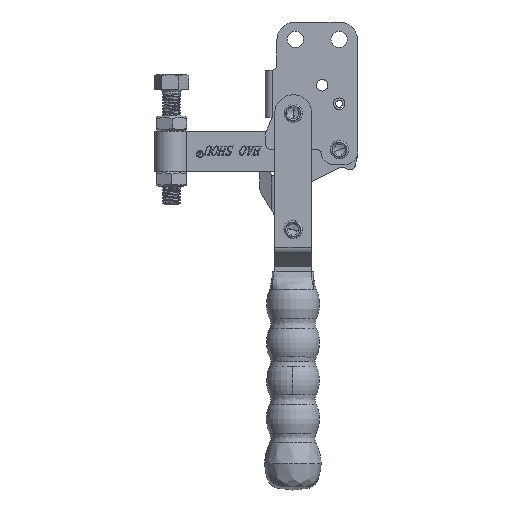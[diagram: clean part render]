
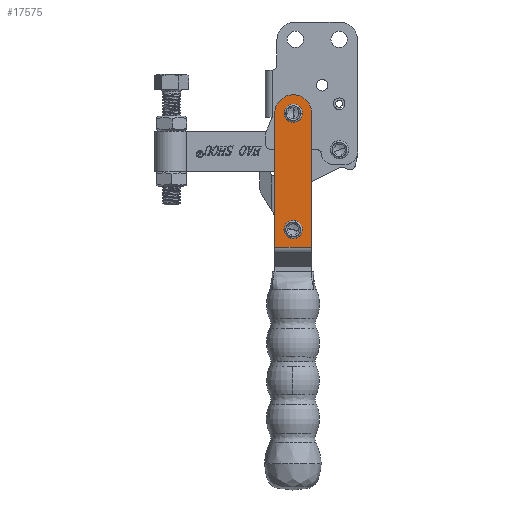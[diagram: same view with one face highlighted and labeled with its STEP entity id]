
A CAD part, front view. The second image highlights one B-rep face of the part: STEP entity #17575.
In plain terms, the highlighted planar face has unit normal (0, -1, 0).
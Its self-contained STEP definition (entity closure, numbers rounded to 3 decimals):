
#8967 = CIRCLE ( 'NONE', #34340, 8. ) ;
#9006 = CIRCLE ( 'NONE', #34345, 3.2 ) ;
#10393 = CARTESIAN_POINT ( 'NONE',  ( 8., -20., 8. ) ) ;
#10394 = DIRECTION ( 'NONE',  ( 0., 1., 0. ) ) ;
#10395 = DIRECTION ( 'NONE',  ( 0., 0., -1. ) ) ;
#10429 = CARTESIAN_POINT ( 'NONE',  ( 8., -20., 8. ) ) ;
#10430 = DIRECTION ( 'NONE',  ( 0., -1., 0. ) ) ;
#10431 = DIRECTION ( 'NONE',  ( 0., 0., -1. ) ) ;
#11491 = ORIENTED_EDGE ( 'NONE', *, *, #37234, .F. ) ;
#11493 = ORIENTED_EDGE ( 'NONE', *, *, #37237, .T. ) ;
#11494 = ORIENTED_EDGE ( 'NONE', *, *, #39825, .F. ) ;
#11497 = ORIENTED_EDGE ( 'NONE', *, *, #37239, .F. ) ;
#11505 = ORIENTED_EDGE ( 'NONE', *, *, #37286, .F. ) ;
#11514 = ORIENTED_EDGE ( 'NONE', *, *, #37279, .F. ) ;
#11523 = ORIENTED_EDGE ( 'NONE', *, *, #37295, .F. ) ;
#11526 = ORIENTED_EDGE ( 'NONE', *, *, #39843, .F. ) ;
#17575 = ADVANCED_FACE ( 'NONE', ( #32446, #32451, #32445 ), #31840, .F. ) ;
#20731 = VERTEX_POINT ( 'NONE', #44294 ) ;
#20732 = VERTEX_POINT ( 'NONE', #44295 ) ;
#20735 = VERTEX_POINT ( 'NONE', #44298 ) ;
#20736 = VERTEX_POINT ( 'NONE', #44299 ) ;
#20744 = VERTEX_POINT ( 'NONE', #44307 ) ;
#20745 = VERTEX_POINT ( 'NONE', #44308 ) ;
#20747 = VERTEX_POINT ( 'NONE', #44310 ) ;
#20748 = VERTEX_POINT ( 'NONE', #44311 ) ;
#27636 = EDGE_LOOP ( 'NONE', ( #11526, #11523 ) ) ;
#28056 = EDGE_LOOP ( 'NONE', ( #11497, #11494, #11493, #11491 ) ) ;
#28157 = EDGE_LOOP ( 'NONE', ( #11514, #11505 ) ) ;
#31832 = DIRECTION ( 'NONE',  ( 0., 1., 0. ) ) ;
#31838 = CARTESIAN_POINT ( 'NONE',  ( 0., -20., 16. ) ) ;
#31840 = PLANE ( 'NONE',  #33375 ) ;
#31842 = DIRECTION ( 'NONE',  ( 0., 0., 1. ) ) ;
#32445 = FACE_OUTER_BOUND ( 'NONE', #28056, .T. ) ;
#32446 = FACE_BOUND ( 'NONE', #27636, .T. ) ;
#32451 = FACE_BOUND ( 'NONE', #28157, .T. ) ;
#33375 = AXIS2_PLACEMENT_3D ( 'NONE', #31838, #31832, #31842 ) ;
#33868 = AXIS2_PLACEMENT_3D ( 'NONE', #50599, #50600, #50601 ) ;
#33870 = AXIS2_PLACEMENT_3D ( 'NONE', #50609, #50610, #50611 ) ;
#33872 = AXIS2_PLACEMENT_3D ( 'NONE', #50617, #50618, #50619 ) ;
#34340 = AXIS2_PLACEMENT_3D ( 'NONE', #10393, #10394, #10395 ) ;
#34345 = AXIS2_PLACEMENT_3D ( 'NONE', #10429, #10430, #10431 ) ;
#37234 = EDGE_CURVE ( 'NONE', #20747, #20744, #46617, .T. ) ;
#37237 = EDGE_CURVE ( 'NONE', #20745, #20744, #46618, .T. ) ;
#37239 = EDGE_CURVE ( 'NONE', #20748, #20747, #46615, .T. ) ;
#37279 = EDGE_CURVE ( 'NONE', #20736, #20735, #46646, .T. ) ;
#37286 = EDGE_CURVE ( 'NONE', #20735, #20736, #46652, .T. ) ;
#37295 = EDGE_CURVE ( 'NONE', #20731, #20732, #46654, .T. ) ;
#39825 = EDGE_CURVE ( 'NONE', #20745, #20748, #8967, .T. ) ;
#39843 = EDGE_CURVE ( 'NONE', #20732, #20731, #9006, .T. ) ;
#44294 = CARTESIAN_POINT ( 'NONE',  ( 8., -20., 11.2 ) ) ;
#44295 = CARTESIAN_POINT ( 'NONE',  ( 8., -20., 4.8 ) ) ;
#44298 = CARTESIAN_POINT ( 'NONE',  ( 58.4, -20., 11.2 ) ) ;
#44299 = CARTESIAN_POINT ( 'NONE',  ( 58.4, -20., 4.8 ) ) ;
#44307 = CARTESIAN_POINT ( 'NONE',  ( 66.1, -20., 0. ) ) ;
#44308 = CARTESIAN_POINT ( 'NONE',  ( 8., -20., 0. ) ) ;
#44310 = CARTESIAN_POINT ( 'NONE',  ( 66.1, -20., 16. ) ) ;
#44311 = CARTESIAN_POINT ( 'NONE',  ( 8., -20., 16. ) ) ;
#46615 = LINE ( 'NONE', #50534, #46623 ) ;
#46617 = LINE ( 'NONE', #50532, #46619 ) ;
#46618 = LINE ( 'NONE', #50538, #46621 ) ;
#46619 = VECTOR ( 'NONE', #50528, 1000. ) ;
#46621 = VECTOR ( 'NONE', #50540, 1000. ) ;
#46623 = VECTOR ( 'NONE', #50541, 1000. ) ;
#46646 = CIRCLE ( 'NONE', #33868, 3.2 ) ;
#46652 = CIRCLE ( 'NONE', #33870, 3.2 ) ;
#46654 = CIRCLE ( 'NONE', #33872, 3.2 ) ;
#50528 = DIRECTION ( 'NONE',  ( 0., 0., -1. ) ) ;
#50532 = CARTESIAN_POINT ( 'NONE',  ( 66.1, -20., 16. ) ) ;
#50534 = CARTESIAN_POINT ( 'NONE',  ( 66.1, -20., 16. ) ) ;
#50538 = CARTESIAN_POINT ( 'NONE',  ( 66.1, -20., 0. ) ) ;
#50540 = DIRECTION ( 'NONE',  ( 1., 0., 0. ) ) ;
#50541 = DIRECTION ( 'NONE',  ( 1., 0., 0. ) ) ;
#50599 = CARTESIAN_POINT ( 'NONE',  ( 58.4, -20., 8. ) ) ;
#50600 = DIRECTION ( 'NONE',  ( 0., -1., 0. ) ) ;
#50601 = DIRECTION ( 'NONE',  ( 0., 0., -1. ) ) ;
#50609 = CARTESIAN_POINT ( 'NONE',  ( 58.4, -20., 8. ) ) ;
#50610 = DIRECTION ( 'NONE',  ( 0., -1., 0. ) ) ;
#50611 = DIRECTION ( 'NONE',  ( 0., 0., -1. ) ) ;
#50617 = CARTESIAN_POINT ( 'NONE',  ( 8., -20., 8. ) ) ;
#50618 = DIRECTION ( 'NONE',  ( 0., -1., 0. ) ) ;
#50619 = DIRECTION ( 'NONE',  ( 0., 0., -1. ) ) ;
